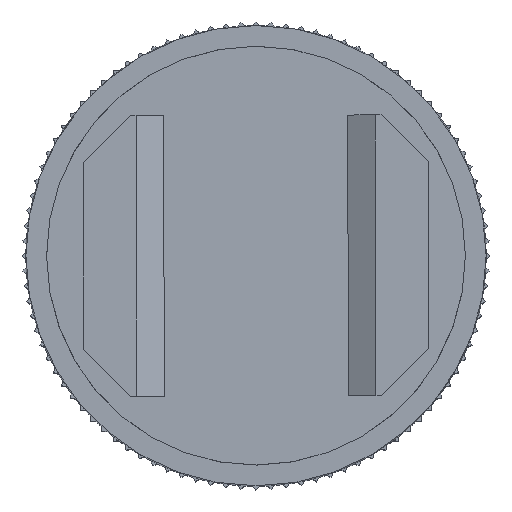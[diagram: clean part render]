
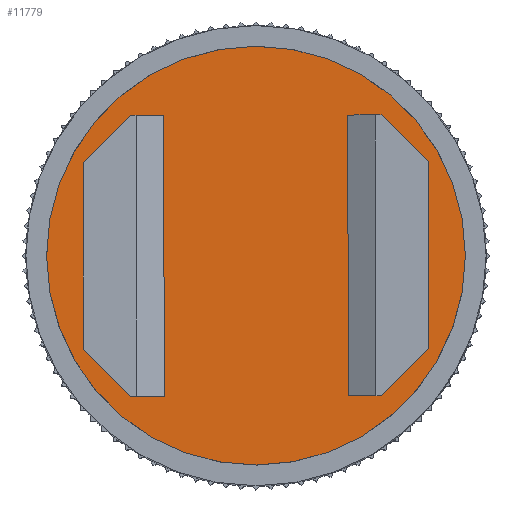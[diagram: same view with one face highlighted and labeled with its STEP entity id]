
A CAD part, top view. The second image highlights one B-rep face of the part: STEP entity #11779.
In plain terms, the highlighted face is planar.
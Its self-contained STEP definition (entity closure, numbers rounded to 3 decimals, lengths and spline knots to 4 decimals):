
#56=FACE_BOUND('',#2568,.T.);
#57=FACE_BOUND('',#2569,.T.);
#552=CIRCLE('',#12977,1.1557);
#553=CIRCLE('',#12978,1.1557);
#1880=FACE_OUTER_BOUND('',#2567,.T.);
#2567=EDGE_LOOP('',(#10455,#10456));
#2568=EDGE_LOOP('',(#10457,#10458,#10459,#10460,#10461,#10462));
#2569=EDGE_LOOP('',(#10463,#10464,#10465,#10466,#10467,#10468));
#3612=LINE('',#19395,#4721);
#3623=LINE('',#19503,#4732);
#3626=LINE('',#19509,#4735);
#3629=LINE('',#19515,#4738);
#3636=LINE('',#19529,#4745);
#3646=LINE('',#19547,#4755);
#3649=LINE('',#19555,#4758);
#3654=LINE('',#19563,#4763);
#3655=LINE('',#19566,#4764);
#3658=LINE('',#19572,#4767);
#3665=LINE('',#19586,#4774);
#3675=LINE('',#19604,#4784);
#4721=VECTOR('',#16186,1.);
#4732=VECTOR('',#16311,1.);
#4735=VECTOR('',#16316,1.);
#4738=VECTOR('',#16321,1.);
#4745=VECTOR('',#16330,1.);
#4755=VECTOR('',#16346,1.);
#4758=VECTOR('',#16355,1.);
#4763=VECTOR('',#16362,1.);
#4764=VECTOR('',#16365,1.);
#4767=VECTOR('',#16370,1.);
#4774=VECTOR('',#16379,1.);
#4784=VECTOR('',#16395,1.);
#5651=VERTEX_POINT('',#19392);
#5652=VERTEX_POINT('',#19394);
#5690=VERTEX_POINT('',#19490);
#5691=VERTEX_POINT('',#19492);
#5692=VERTEX_POINT('',#19502);
#5694=VERTEX_POINT('',#19508);
#5696=VERTEX_POINT('',#19514);
#5702=VERTEX_POINT('',#19528);
#5708=VERTEX_POINT('',#19553);
#5709=VERTEX_POINT('',#19554);
#5711=VERTEX_POINT('',#19561);
#5712=VERTEX_POINT('',#19565);
#5714=VERTEX_POINT('',#19571);
#5720=VERTEX_POINT('',#19585);
#7201=EDGE_CURVE('',#5652,#5651,#3612,.T.);
#7246=EDGE_CURVE('',#5691,#5690,#552,.T.);
#7247=EDGE_CURVE('',#5690,#5691,#553,.T.);
#7251=EDGE_CURVE('',#5692,#5652,#3623,.T.);
#7254=EDGE_CURVE('',#5651,#5694,#3626,.T.);
#7257=EDGE_CURVE('',#5696,#5692,#3629,.T.);
#7264=EDGE_CURVE('',#5694,#5702,#3636,.T.);
#7274=EDGE_CURVE('',#5702,#5696,#3646,.T.);
#7277=EDGE_CURVE('',#5708,#5709,#3649,.T.);
#7282=EDGE_CURVE('',#5709,#5711,#3654,.T.);
#7283=EDGE_CURVE('',#5711,#5712,#3655,.T.);
#7286=EDGE_CURVE('',#5714,#5708,#3658,.T.);
#7293=EDGE_CURVE('',#5712,#5720,#3665,.T.);
#7303=EDGE_CURVE('',#5720,#5714,#3675,.T.);
#10455=ORIENTED_EDGE('',*,*,#7246,.T.);
#10456=ORIENTED_EDGE('',*,*,#7247,.T.);
#10457=ORIENTED_EDGE('',*,*,#7264,.T.);
#10458=ORIENTED_EDGE('',*,*,#7274,.T.);
#10459=ORIENTED_EDGE('',*,*,#7257,.T.);
#10460=ORIENTED_EDGE('',*,*,#7251,.T.);
#10461=ORIENTED_EDGE('',*,*,#7201,.T.);
#10462=ORIENTED_EDGE('',*,*,#7254,.T.);
#10463=ORIENTED_EDGE('',*,*,#7293,.T.);
#10464=ORIENTED_EDGE('',*,*,#7303,.T.);
#10465=ORIENTED_EDGE('',*,*,#7286,.T.);
#10466=ORIENTED_EDGE('',*,*,#7277,.T.);
#10467=ORIENTED_EDGE('',*,*,#7282,.T.);
#10468=ORIENTED_EDGE('',*,*,#7283,.T.);
#11111=PLANE('',#13003);
#11779=ADVANCED_FACE('',(#1880,#56,#57),#11111,.T.);
#12977=AXIS2_PLACEMENT_3D('',#19493,#16296,#16297);
#12978=AXIS2_PLACEMENT_3D('',#19494,#16298,#16299);
#13003=AXIS2_PLACEMENT_3D('',#19612,#16407,#16408);
#16186=DIRECTION('',(0.,0.,1.));
#16296=DIRECTION('center_axis',(0.,-1.,0.));
#16297=DIRECTION('ref_axis',(-1.,0.,0.));
#16298=DIRECTION('center_axis',(0.,-1.,0.));
#16299=DIRECTION('ref_axis',(-1.,0.,0.));
#16311=DIRECTION('',(-1.,0.,0.));
#16316=DIRECTION('',(1.,0.,0.));
#16321=DIRECTION('',(-0.707,0.,-0.707));
#16330=DIRECTION('',(0.707,0.,-0.707));
#16346=DIRECTION('',(0.,0.,-1.));
#16355=DIRECTION('',(1.,0.,0.));
#16362=DIRECTION('',(0.,0.,-1.));
#16365=DIRECTION('',(-1.,0.,0.));
#16370=DIRECTION('',(0.707,0.,0.707));
#16379=DIRECTION('',(-0.707,0.,0.707));
#16395=DIRECTION('',(0.,0.,1.));
#16407=DIRECTION('center_axis',(0.,-1.,0.));
#16408=DIRECTION('ref_axis',(0.,0.,
-1.));
#19392=CARTESIAN_POINT('',(0.508,0.3556,0.7747));
#19394=CARTESIAN_POINT('',(0.508,0.3556,-0.7747));
#19395=CARTESIAN_POINT('',(0.508,0.3556,-0.3873));
#19490=CARTESIAN_POINT('',(1.1557,0.3556,0.));
#19492=CARTESIAN_POINT('',(-1.1557,0.3556,0.));
#19493=CARTESIAN_POINT('Origin',(0.,0.3556,
0.));
#19494=CARTESIAN_POINT('Origin',(0.,0.3556,
0.));
#19502=CARTESIAN_POINT('',(0.6923,0.3556,-0.7747));
#19503=CARTESIAN_POINT('',(0.4762,0.3556,-0.7747));
#19508=CARTESIAN_POINT('',(0.6923,0.3556,0.7747));
#19509=CARTESIAN_POINT('',(0.254,0.3556,0.7747));
#19514=CARTESIAN_POINT('',(0.9525,0.3556,-0.5145));
#19515=CARTESIAN_POINT('',(0.843,0.3556,-0.624));
#19528=CARTESIAN_POINT('',(0.9525,0.3556,0.5145));
#19529=CARTESIAN_POINT('',(0.7129,0.3556,0.7541));
#19547=CARTESIAN_POINT('',(0.9525,0.3556,0.3874));
#19553=CARTESIAN_POINT('',(-0.6923,0.3556,0.7747));
#19554=CARTESIAN_POINT('',(-0.508,0.3556,0.7747));
#19555=CARTESIAN_POINT('',(-0.4762,0.3556,0.7747));
#19561=CARTESIAN_POINT('',(-0.508,0.3556,-0.7747));
#19563=CARTESIAN_POINT('',(-0.508,0.3556,0.3874));
#19565=CARTESIAN_POINT('',(-0.6923,0.3556,-0.7747));
#19566=CARTESIAN_POINT('',(-0.254,0.3556,-0.7747));
#19571=CARTESIAN_POINT('',(-0.9525,0.3556,0.5145));
#19572=CARTESIAN_POINT('',(-0.843,0.3556,0.624));
#19585=CARTESIAN_POINT('',(-0.9525,0.3556,-0.5145));
#19586=CARTESIAN_POINT('',(-0.7129,0.3556,-0.7541));
#19604=CARTESIAN_POINT('',(-0.9525,0.3556,-0.3873));
#19612=CARTESIAN_POINT('Origin',(0.,0.3556,
0.));
